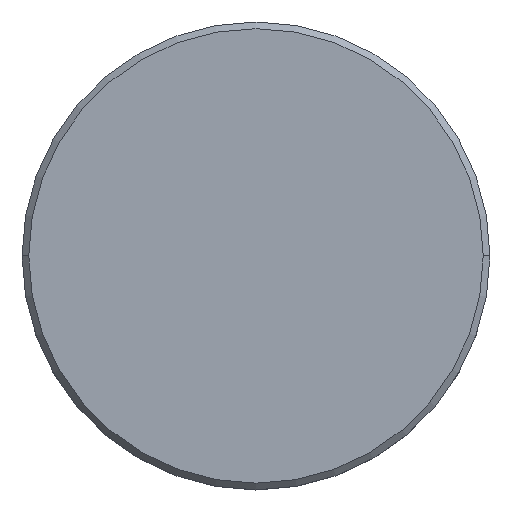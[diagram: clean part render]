
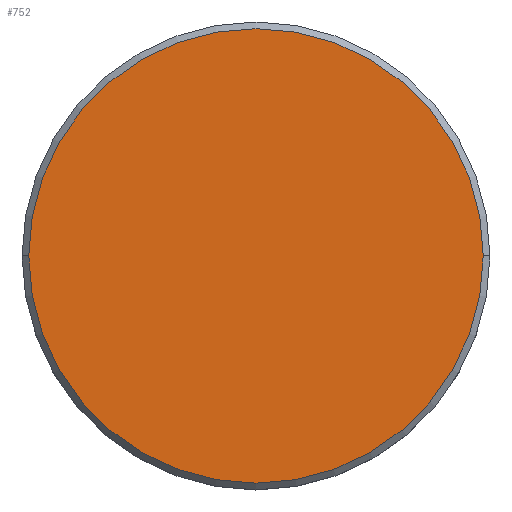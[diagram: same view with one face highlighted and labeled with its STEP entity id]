
A CAD part, top view. The second image highlights one B-rep face of the part: STEP entity #752.
In plain terms, the highlighted planar face has unit normal (0, 0, 1).
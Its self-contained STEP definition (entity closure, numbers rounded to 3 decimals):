
#49 = ORIENTED_EDGE ( 'NONE', *, *, #901, .T. ) ;
#141 = CARTESIAN_POINT ( 'NONE',  ( 0., 0., 0. ) ) ;
#189 = EDGE_LOOP ( 'NONE', ( #223, #49 ) ) ;
#221 = CIRCLE ( 'NONE', #826, 17. ) ;
#223 = ORIENTED_EDGE ( 'NONE', *, *, #871, .T. ) ;
#235 = PLANE ( 'NONE',  #300 ) ;
#236 = CIRCLE ( 'NONE', #258, 17. ) ;
#258 = AXIS2_PLACEMENT_3D ( 'NONE', #141, #402, #584 ) ;
#300 = AXIS2_PLACEMENT_3D ( 'NONE', #411, #336, #888 ) ;
#336 = DIRECTION ( 'NONE',  ( 0., 0., 1. ) ) ;
#346 = CARTESIAN_POINT ( 'NONE',  ( 17., 0., 0. ) ) ;
#402 = DIRECTION ( 'NONE',  ( 0., 0., 1. ) ) ;
#406 = FACE_OUTER_BOUND ( 'NONE', #189, .T. ) ;
#411 = CARTESIAN_POINT ( 'NONE',  ( 0., 0., 0. ) ) ;
#498 = VERTEX_POINT ( 'NONE', #346 ) ;
#584 = DIRECTION ( 'NONE',  ( 1., 0., 0. ) ) ;
#662 = DIRECTION ( 'NONE',  ( 1., 0., 0. ) ) ;
#752 = ADVANCED_FACE ( 'NONE', ( #406 ), #235, .T. ) ;
#793 = VERTEX_POINT ( 'NONE', #1068 ) ;
#826 = AXIS2_PLACEMENT_3D ( 'NONE', #1138, #889, #662 ) ;
#871 = EDGE_CURVE ( 'NONE', #793, #498, #236, .T. ) ;
#888 = DIRECTION ( 'NONE',  ( 1., 0., 0. ) ) ;
#889 = DIRECTION ( 'NONE',  ( 0., 0., 1. ) ) ;
#901 = EDGE_CURVE ( 'NONE', #498, #793, #221, .T. ) ;
#1068 = CARTESIAN_POINT ( 'NONE',  ( -17., 0., 0. ) ) ;
#1138 = CARTESIAN_POINT ( 'NONE',  ( 0., 0., 0. ) ) ;
